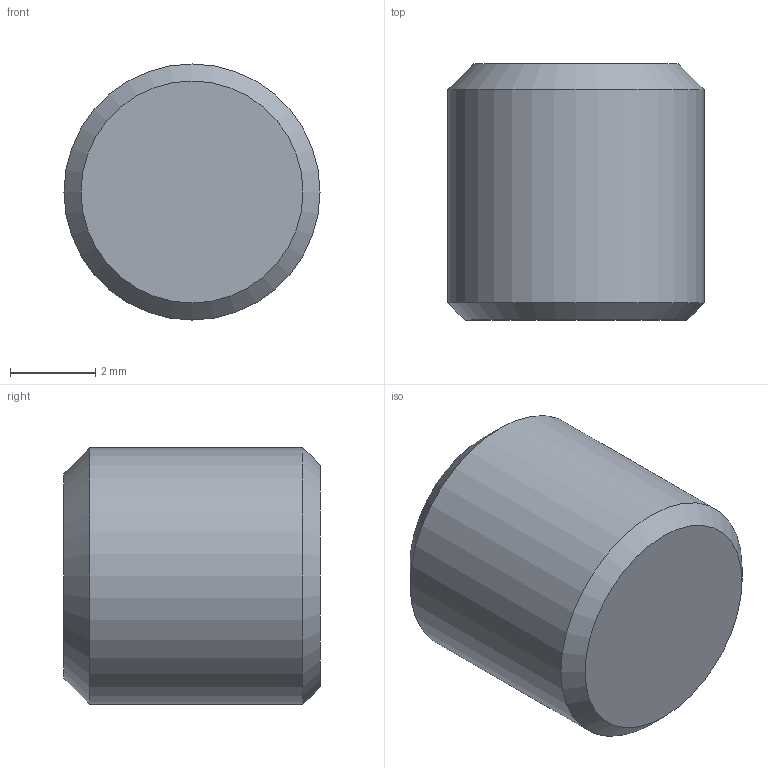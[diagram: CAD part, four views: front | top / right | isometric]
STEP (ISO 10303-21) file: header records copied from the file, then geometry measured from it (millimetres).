
FILE_DESCRIPTION (( 'STEP AP203' ), '1' );
FILE_NAME ('A.GST001.step', '2024-04-11T10:32:20', ( '' ), ( '' ), 'SwSTEP 2.0', 'SolidWorks 2022', '' );
FILE_SCHEMA (( 'CONFIG_CONTROL_DESIGN' ));
Length unit declared in the file: millimetre
Products named in the file (1): A.GST001
Bounding box: 6 x 6 x 6 mm (x, y, z)
Volume: 141.8 mm3; surface area: 185 mm2
Topology: 1 solids, 1 shells, 20 faces, 42 edges, 25 vertices
Faces by surface type: plane 9, cylinder 8, cone 3
Full cylindrical faces by diameter (mm): 3 x1, 6 x1
Entity records: 563 total; most frequent: CARTESIAN_POINT 99, DIRECTION 78, ORIENTED_EDGE 72, EDGE_CURVE 36, AXIS2_PLACEMENT_3D 27, EDGE_LOOP 26, VERTEX_POINT 24, VECTOR 24
